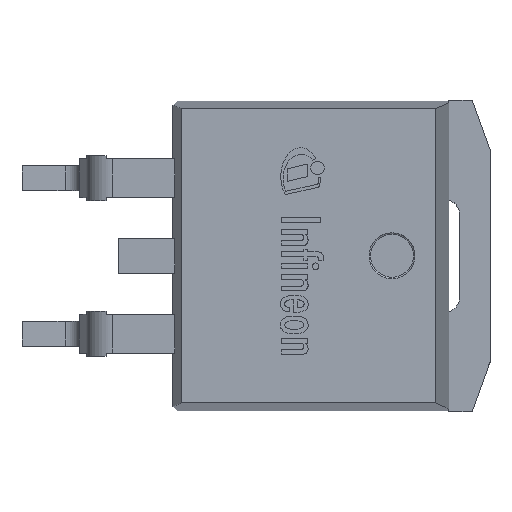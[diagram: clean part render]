
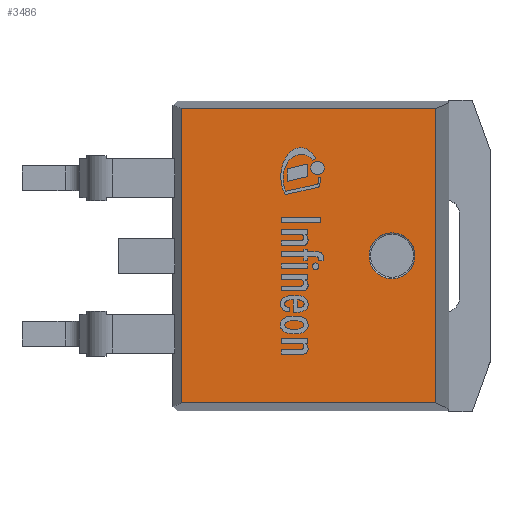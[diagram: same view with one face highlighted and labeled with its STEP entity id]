
A CAD part, top view. The second image highlights one B-rep face of the part: STEP entity #3486.
In plain terms, the highlighted planar face has unit normal (0, 0, 1).
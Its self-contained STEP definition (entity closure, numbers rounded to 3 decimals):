
#108=FACE_BOUND('',#518,.T.);
#130=PLANE('',#3723);
#307=FACE_OUTER_BOUND('',#517,.T.);
#517=EDGE_LOOP('',(#2543,#2544,#2545,#2546));
#518=EDGE_LOOP('',(#2547));
#759=LINE('',#4969,#1177);
#760=LINE('',#4971,#1178);
#761=LINE('',#4973,#1179);
#762=LINE('',#4974,#1180);
#1177=VECTOR('',#4053,1000.);
#1178=VECTOR('',#4054,1000.);
#1179=VECTOR('',#4055,1000.);
#1180=VECTOR('',#4056,1000.);
#1551=CIRCLE('',#3715,0.75);
#1626=VERTEX_POINT('',#4930);
#1641=VERTEX_POINT('',#4967);
#1642=VERTEX_POINT('',#4968);
#1643=VERTEX_POINT('',#4970);
#1644=VERTEX_POINT('',#4972);
#1975=EDGE_CURVE('',#1626,#1626,#1551,.T.);
#1991=EDGE_CURVE('',#1641,#1642,#759,.T.);
#1992=EDGE_CURVE('',#1643,#1641,#760,.T.);
#1993=EDGE_CURVE('',#1643,#1644,#761,.T.);
#1994=EDGE_CURVE('',#1644,#1642,#762,.T.);
#2543=ORIENTED_EDGE('',*,*,#1991,.F.);
#2544=ORIENTED_EDGE('',*,*,#1992,.F.);
#2545=ORIENTED_EDGE('',*,*,#1993,.T.);
#2546=ORIENTED_EDGE('',*,*,#1994,.T.);
#2547=ORIENTED_EDGE('',*,*,#1975,.F.);
#3486=ADVANCED_FACE('',(#307,#108),#130,.T.);
#3715=AXIS2_PLACEMENT_3D('',#4932,#4023,#4024);
#3723=AXIS2_PLACEMENT_3D('',#4966,#4051,#4052);
#4023=DIRECTION('center_axis',(0.,0.,1.));
#4024=DIRECTION('ref_axis',(0.,-1.,0.));
#4051=DIRECTION('center_axis',(0.,0.,1.));
#4052=DIRECTION('ref_axis',(0.,-1.,0.));
#4053=DIRECTION('',(1.,0.,0.));
#4054=DIRECTION('',(0.,1.,0.));
#4055=DIRECTION('',(1.,0.,0.));
#4056=DIRECTION('',(0.,1.,0.));
#4930=CARTESIAN_POINT('',(4.44,0.75,5.08));
#4932=CARTESIAN_POINT('Origin',(4.44,0.,5.08));
#4966=CARTESIAN_POINT('Origin',(0.,0.,5.08));
#4967=CARTESIAN_POINT('',(-2.448,4.803,5.08));
#4968=CARTESIAN_POINT('',(5.853,4.803,5.08));
#4969=CARTESIAN_POINT('',(-2.71,4.803,5.08));
#4970=CARTESIAN_POINT('',(-2.448,-4.803,5.08));
#4971=CARTESIAN_POINT('',(-2.448,-5.055,5.08));
#4972=CARTESIAN_POINT('',(5.853,-4.803,5.08));
#4973=CARTESIAN_POINT('',(-2.71,-4.803,5.08));
#4974=CARTESIAN_POINT('',(5.853,-5.055,5.08));
